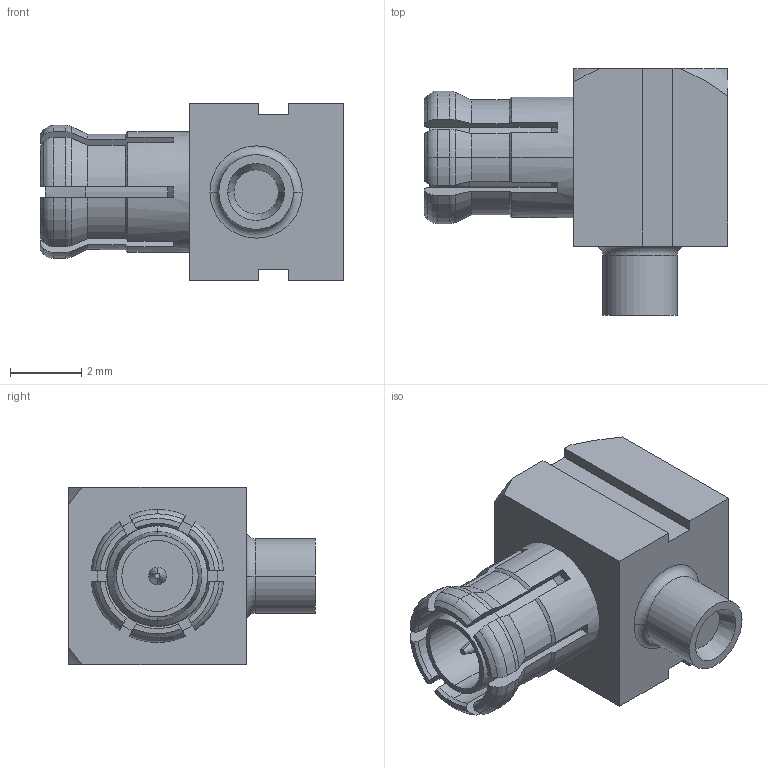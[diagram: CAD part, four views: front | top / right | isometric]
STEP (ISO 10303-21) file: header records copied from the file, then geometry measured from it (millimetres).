
FILE_DESCRIPTION (( 'STEP AP203' ), '1' );
FILE_NAME ('R113151000F.STEP', '2011-07-01T08:01:01', ( 'RADIALL' ), ( 'RADIALL' ), 'SwSTEP 2.0', 'SolidWorks 2011', '' );
FILE_SCHEMA (( 'CONFIG_CONTROL_DESIGN' ));
Length unit declared in the file: millimetre
Products named in the file (1): R113151000F
Bounding box: 8.56 x 6.95 x 5 mm (x, y, z)
Volume: 133.4 mm3; surface area: 288.3 mm2
Topology: 1 solids, 1 shells, 128 faces, 344 edges, 224 vertices
Faces by surface type: plane 44, cone 40, cylinder 28, torus 16
Entity records: 4221 total; most frequent: CARTESIAN_POINT 973, ORIENTED_EDGE 688, DIRECTION 650, EDGE_CURVE 344, AXIS2_PLACEMENT_3D 257, VERTEX_POINT 224, LINE 136, VECTOR 136
